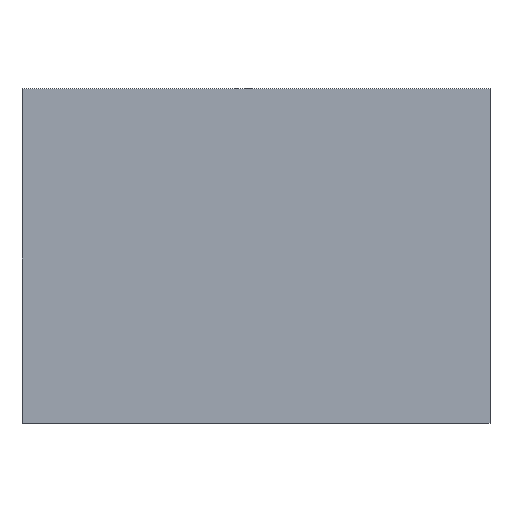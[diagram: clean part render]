
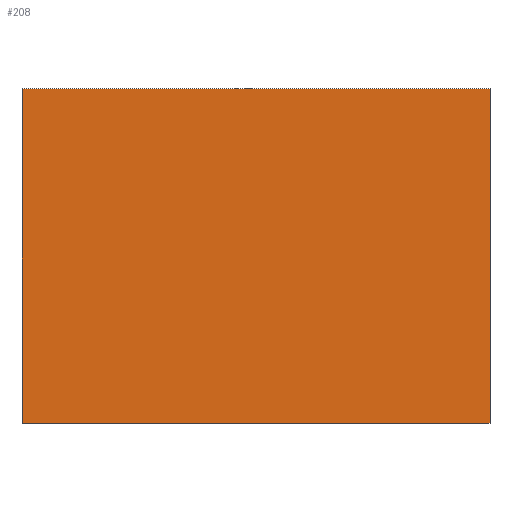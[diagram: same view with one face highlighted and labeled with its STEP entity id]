
A CAD part, top view. The second image highlights one B-rep face of the part: STEP entity #208.
In plain terms, the highlighted planar face has unit normal (0, 0, 1).
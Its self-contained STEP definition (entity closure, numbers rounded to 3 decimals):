
#7 = EDGE_CURVE ( 'NONE', #203, #191, #148, .T. ) ;
#21 = DIRECTION ( 'NONE',  ( 1., 0., 0. ) ) ;
#25 = EDGE_CURVE ( 'NONE', #201, #159, #232, .T. ) ;
#32 = DIRECTION ( 'NONE',  ( -1., 0., 0. ) ) ;
#40 = CARTESIAN_POINT ( 'NONE',  ( 88.9, -63.5, 1. ) ) ;
#42 = CARTESIAN_POINT ( 'NONE',  ( 0., 0., 1. ) ) ;
#50 = EDGE_LOOP ( 'NONE', ( #120, #153, #164, #136 ) ) ;
#70 = DIRECTION ( 'NONE',  ( 0., 1., 0. ) ) ;
#79 = CARTESIAN_POINT ( 'NONE',  ( 88.9, 63.5, 1. ) ) ;
#82 = EDGE_CURVE ( 'NONE', #191, #201, #221, .T. ) ;
#88 = VECTOR ( 'NONE', #145, 1000. ) ;
#95 = VECTOR ( 'NONE', #32, 1000. ) ;
#109 = FACE_OUTER_BOUND ( 'NONE', #50, .T. ) ;
#114 = PLANE ( 'NONE',  #210 ) ;
#115 = CARTESIAN_POINT ( 'NONE',  ( -88.9, -63.5, 1. ) ) ;
#120 = ORIENTED_EDGE ( 'NONE', *, *, #82, .T. ) ;
#121 = DIRECTION ( 'NONE',  ( 0., 0., 1. ) ) ;
#124 = LINE ( 'NONE', #152, #205 ) ;
#131 = VECTOR ( 'NONE', #147, 1000. ) ;
#136 = ORIENTED_EDGE ( 'NONE', *, *, #7, .T. ) ;
#145 = DIRECTION ( 'NONE',  ( 1., 0., 0. ) ) ;
#147 = DIRECTION ( 'NONE',  ( 0., -1., 0. ) ) ;
#148 = LINE ( 'NONE', #227, #95 ) ;
#152 = CARTESIAN_POINT ( 'NONE',  ( 88.9, 63.5, 1. ) ) ;
#153 = ORIENTED_EDGE ( 'NONE', *, *, #25, .T. ) ;
#159 = VERTEX_POINT ( 'NONE', #40 ) ;
#162 = EDGE_CURVE ( 'NONE', #159, #203, #124, .T. ) ;
#164 = ORIENTED_EDGE ( 'NONE', *, *, #162, .T. ) ;
#178 = CARTESIAN_POINT ( 'NONE',  ( -88.9, 63.5, 1. ) ) ;
#191 = VERTEX_POINT ( 'NONE', #178 ) ;
#201 = VERTEX_POINT ( 'NONE', #115 ) ;
#203 = VERTEX_POINT ( 'NONE', #79 ) ;
#205 = VECTOR ( 'NONE', #70, 1000. ) ;
#206 = CARTESIAN_POINT ( 'NONE',  ( -88.9, -63.5, 1. ) ) ;
#208 = ADVANCED_FACE ( 'NONE', ( #109 ), #114, .T. ) ;
#210 = AXIS2_PLACEMENT_3D ( 'NONE', #42, #121, #21 ) ;
#213 = CARTESIAN_POINT ( 'NONE',  ( -88.9, 63.5, 1. ) ) ;
#221 = LINE ( 'NONE', #213, #131 ) ;
#227 = CARTESIAN_POINT ( 'NONE',  ( -88.9, 63.5, 1. ) ) ;
#232 = LINE ( 'NONE', #206, #88 ) ;
